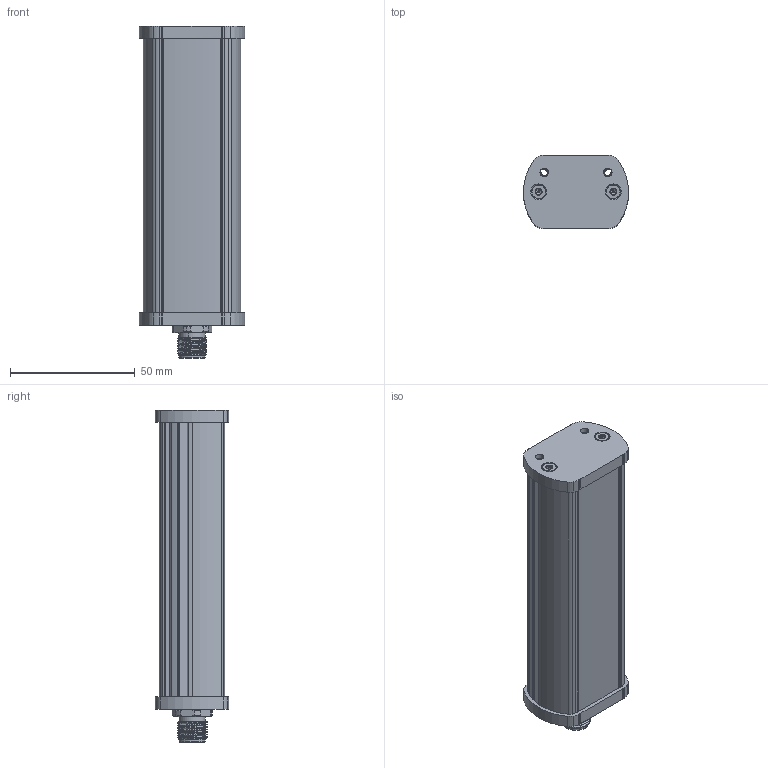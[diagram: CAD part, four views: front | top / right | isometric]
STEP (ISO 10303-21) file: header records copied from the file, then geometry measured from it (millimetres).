
FILE_DESCRIPTION (( 'STEP AP214' ), '1' );
FILE_NAME ('FD01PD5CY.STEP', '2025-02-25T14:11:30', ( '' ), ( '' ), 'SwSTEP 2.0', 'SolidWorks 2024', '' );
FILE_SCHEMA (( 'AUTOMOTIVE_DESIGN' ));
Length unit declared in the file: millimetre
Products named in the file (1): FD01PD5CY
Bounding box: 42.21 x 29.45 x 133.1 mm (x, y, z)
Volume: 103295.6 mm3; surface area: 31658.5 mm2
Topology: 1 solids, 15 shells, 662 faces, 1735 edges, 1100 vertices
Faces by surface type: cylinder 383, cone 143, plane 97, torus 18, bspline 13, sphere 8
Entity records: 26167 total; most frequent: CARTESIAN_POINT 9899, ORIENTED_EDGE 3446, DIRECTION 3443, EDGE_CURVE 1723, AXIS2_PLACEMENT_3D 1407, VERTEX_POINT 1096, CIRCLE 757, EDGE_LOOP 711
